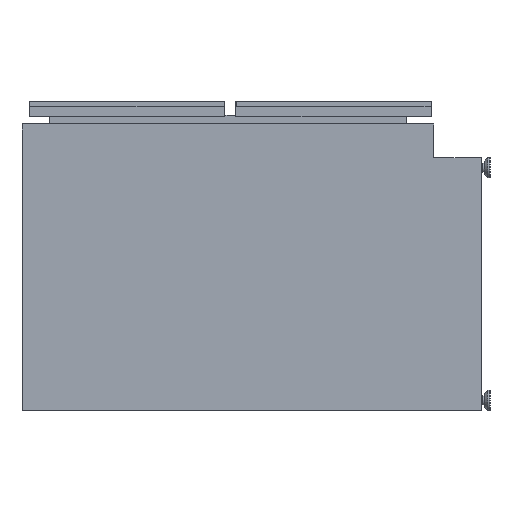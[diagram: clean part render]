
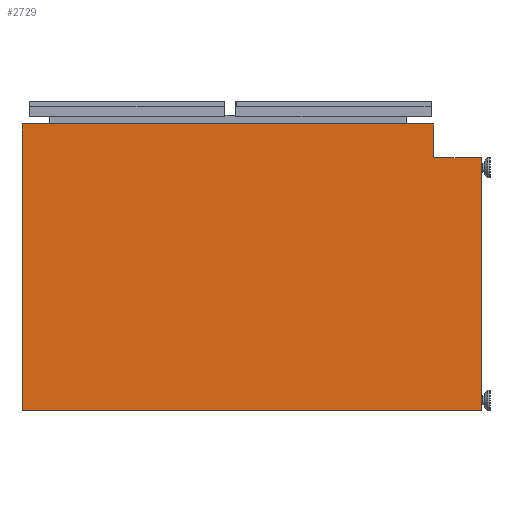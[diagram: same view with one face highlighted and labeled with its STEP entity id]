
A CAD part, left-side view. The second image highlights one B-rep face of the part: STEP entity #2729.
In plain terms, the highlighted planar face has unit normal (-1, 0, 0).
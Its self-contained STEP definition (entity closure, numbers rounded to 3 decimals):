
#26 = CARTESIAN_POINT ( 'NONE',  ( -449., 424.5, 530. ) ) ;
#68 = CARTESIAN_POINT ( 'NONE',  ( -449., 424.5, 0. ) ) ;
#146 = CARTESIAN_POINT ( 'NONE',  ( -449., -424.5, 530. ) ) ;
#190 = VERTEX_POINT ( 'NONE', #26 ) ;
#269 = CARTESIAN_POINT ( 'NONE',  ( -449., -424.5, 530. ) ) ;
#457 = EDGE_CURVE ( 'NONE', #1168, #3750, #1666, .T. ) ;
#536 = EDGE_CURVE ( 'NONE', #190, #1168, #3450, .T. ) ;
#587 = VECTOR ( 'NONE', #1510, 1000. ) ;
#782 = VECTOR ( 'NONE', #4143, 1000. ) ;
#786 = CARTESIAN_POINT ( 'NONE',  ( -449., -336.5, 530. ) ) ;
#792 = CARTESIAN_POINT ( 'NONE',  ( -449., -424.5, 530. ) ) ;
#794 = VECTOR ( 'NONE', #3046, 1000. ) ;
#905 = ORIENTED_EDGE ( 'NONE', *, *, #2700, .F. ) ;
#1113 = DIRECTION ( 'NONE',  ( 0., 0., -1. ) ) ;
#1153 = DIRECTION ( 'NONE',  ( 0., -1., 0. ) ) ;
#1168 = VERTEX_POINT ( 'NONE', #68 ) ;
#1405 = CARTESIAN_POINT ( 'NONE',  ( -449., -424.5, 0. ) ) ;
#1408 = VECTOR ( 'NONE', #3762, 1000. ) ;
#1510 = DIRECTION ( 'NONE',  ( 0., -1., 0. ) ) ;
#1523 = EDGE_CURVE ( 'NONE', #1926, #2306, #1551, .T. ) ;
#1551 = LINE ( 'NONE', #3486, #782 ) ;
#1666 = LINE ( 'NONE', #1405, #794 ) ;
#1754 = CARTESIAN_POINT ( 'NONE',  ( -449., -424.5, 468. ) ) ;
#1785 = ORIENTED_EDGE ( 'NONE', *, *, #3212, .F. ) ;
#1846 = FACE_OUTER_BOUND ( 'NONE', #3628, .T. ) ;
#1897 = VECTOR ( 'NONE', #1153, 1000. ) ;
#1926 = VERTEX_POINT ( 'NONE', #786 ) ;
#2031 = VERTEX_POINT ( 'NONE', #3758 ) ;
#2196 = ORIENTED_EDGE ( 'NONE', *, *, #457, .T. ) ;
#2306 = VERTEX_POINT ( 'NONE', #3993 ) ;
#2446 = ORIENTED_EDGE ( 'NONE', *, *, #3186, .F. ) ;
#2482 = CARTESIAN_POINT ( 'NONE',  ( -449., -424.5, 0. ) ) ;
#2533 = PLANE ( 'NONE',  #4020 ) ;
#2551 = DIRECTION ( 'NONE',  ( 1., 0., 0. ) ) ;
#2700 = EDGE_CURVE ( 'NONE', #2306, #2031, #2978, .T. ) ;
#2725 = LINE ( 'NONE', #146, #1897 ) ;
#2729 = ADVANCED_FACE ( 'NONE', ( #1846 ), #2533, .F. ) ;
#2978 = LINE ( 'NONE', #1754, #587 ) ;
#2982 = ORIENTED_EDGE ( 'NONE', *, *, #1523, .F. ) ;
#3017 = LINE ( 'NONE', #792, #3168 ) ;
#3046 = DIRECTION ( 'NONE',  ( 0., -1., 0. ) ) ;
#3058 = ORIENTED_EDGE ( 'NONE', *, *, #536, .T. ) ;
#3168 = VECTOR ( 'NONE', #1113, 1000. ) ;
#3186 = EDGE_CURVE ( 'NONE', #190, #1926, #2725, .T. ) ;
#3212 = EDGE_CURVE ( 'NONE', #2031, #3750, #3017, .T. ) ;
#3450 = LINE ( 'NONE', #4132, #1408 ) ;
#3486 = CARTESIAN_POINT ( 'NONE',  ( -449., -336.5, 530. ) ) ;
#3628 = EDGE_LOOP ( 'NONE', ( #1785, #905, #2982, #2446, #3058, #2196 ) ) ;
#3750 = VERTEX_POINT ( 'NONE', #2482 ) ;
#3758 = CARTESIAN_POINT ( 'NONE',  ( -449., -424.5, 468. ) ) ;
#3762 = DIRECTION ( 'NONE',  ( 0., 0., -1. ) ) ;
#3993 = CARTESIAN_POINT ( 'NONE',  ( -449., -336.5, 468. ) ) ;
#4020 = AXIS2_PLACEMENT_3D ( 'NONE', #269, #2551, #4147 ) ;
#4132 = CARTESIAN_POINT ( 'NONE',  ( -449., 424.5, 530. ) ) ;
#4143 = DIRECTION ( 'NONE',  ( 0., 0., -1. ) ) ;
#4147 = DIRECTION ( 'NONE',  ( 0., 0., -1. ) ) ;
